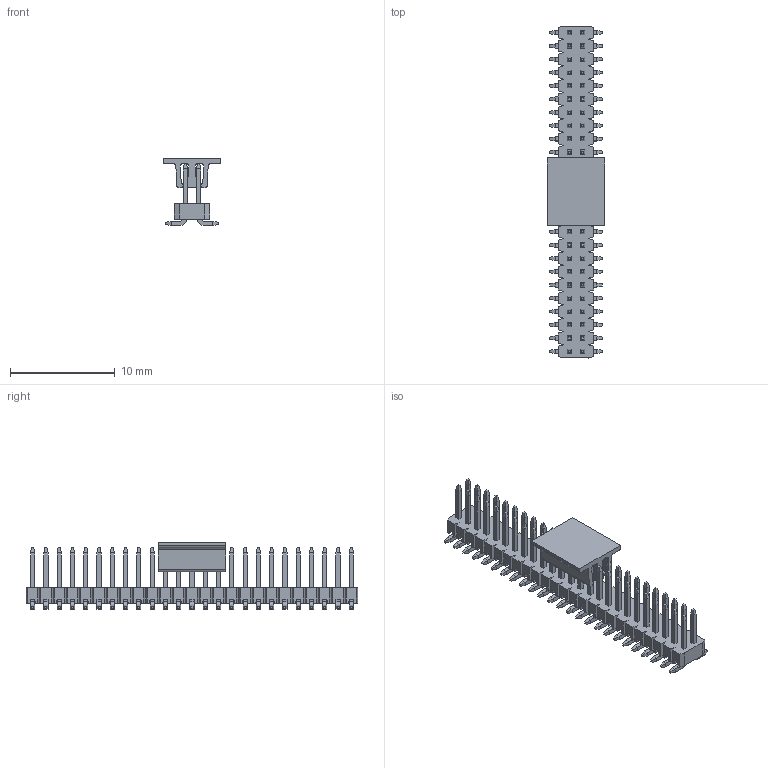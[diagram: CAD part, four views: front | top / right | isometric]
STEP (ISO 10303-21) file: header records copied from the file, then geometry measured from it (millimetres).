
FILE_DESCRIPTION(/* description */ ('Unknown'),/* implementation_level */ '2;1');
FILE_NAME(/* name */ 'J_Wurth_WR-PHD_62135021021',/* time_stamp */ '2025-04-29T16:08:57+08:00',/* author */ ('Unknown'),/* organization */ ('Unknown'),/* preprocessor_version */ 'ST-DEVELOPER v19.4',/* originating_system */ 'Solid Edge',/* authorisation */ 'Unknown');
FILE_SCHEMA (('AUTOMOTIVE_DESIGN {1 0 10303 214 3 1 1}'));
Length unit declared in the file: millimetre
Products named in the file (2): J_Wurth_WR-PHD_62135021021
Assembly tree (1 placements, depth 2):
  J_Wurth_WR-PHD_62135021021
    J_Wurth_WR-PHD_62135021021
Bounding box: 5.5 x 31.75 x 6.41 mm (x, y, z)
Volume: 234.3 mm3; surface area: 1043.5 mm2
Topology: 1 solids, 1 shells, 1446 faces, 3796 edges, 2364 vertices
Faces by surface type: plane 1332, cylinder 114
Entity records: 53450 total; most frequent: CARTESIAN_POINT 7668, ORIENTED_EDGE 7592, DIRECTION 6920, EDGE_CURVE 3796, LINE 3528, VECTOR 3528, VERTEX_POINT 2364, AXIS2_PLACEMENT_3D 1696
